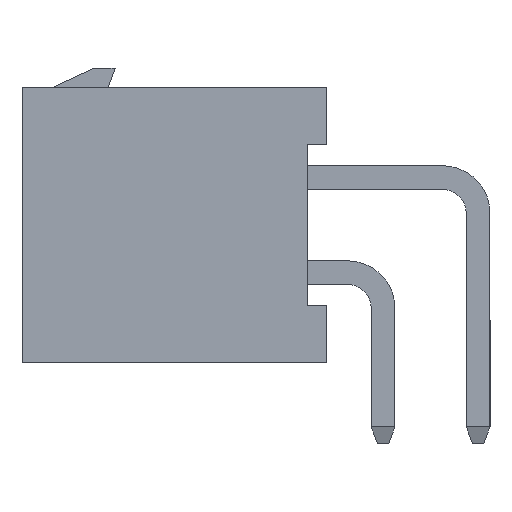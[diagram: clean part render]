
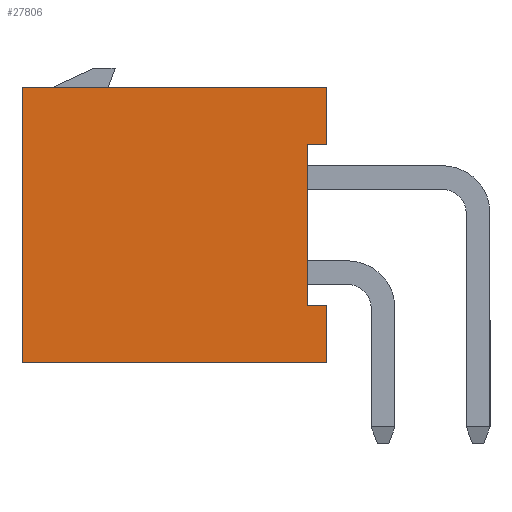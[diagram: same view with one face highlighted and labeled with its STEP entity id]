
A CAD part, left-side view. The second image highlights one B-rep face of the part: STEP entity #27806.
In plain terms, the highlighted planar face has unit normal (-1, 0, 0).
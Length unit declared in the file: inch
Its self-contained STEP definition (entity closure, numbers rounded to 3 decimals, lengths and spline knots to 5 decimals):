
#333 = AXIS2_PLACEMENT_3D ( 'NONE', #23104, #23088, #23087 ) ;
#1125 = FACE_OUTER_BOUND ( 'NONE', #15184, .T. ) ;
#4724 = LINE ( 'NONE', #20751, #4727 ) ;
#4727 = VECTOR ( 'NONE', #20749, 39.37008 ) ;
#4954 = LINE ( 'NONE', #29704, #4957 ) ;
#4957 = VECTOR ( 'NONE', #29702, 39.37008 ) ;
#6073 = CARTESIAN_POINT ( 'NONE',  ( -0.78, 0.3, -0.145 ) ) ;
#6181 = CARTESIAN_POINT ( 'NONE',  ( -0.78, 0.3, 0.145 ) ) ;
#6979 = ORIENTED_EDGE ( 'NONE', *, *, #8991, .T. ) ;
#7072 = VERTEX_POINT ( 'NONE', #24732 ) ;
#7464 = ORIENTED_EDGE ( 'NONE', *, *, #8853, .F. ) ;
#7512 = ORIENTED_EDGE ( 'NONE', *, *, #8866, .T. ) ;
#7568 = ORIENTED_EDGE ( 'NONE', *, *, #8927, .F. ) ;
#7586 = ORIENTED_EDGE ( 'NONE', *, *, #8889, .F. ) ;
#7619 = ORIENTED_EDGE ( 'NONE', *, *, #8529, .F. ) ;
#7638 = ORIENTED_EDGE ( 'NONE', *, *, #9468, .T. ) ;
#7646 = VERTEX_POINT ( 'NONE', #24576 ) ;
#7647 = VERTEX_POINT ( 'NONE', #24566 ) ;
#7795 = VERTEX_POINT ( 'NONE', #24510 ) ;
#7923 = ORIENTED_EDGE ( 'NONE', *, *, #8644, .F. ) ;
#8529 = EDGE_CURVE ( 'NONE', #7647, #7646, #4724, .T. ) ;
#8644 = EDGE_CURVE ( 'NONE', #20670, #7647, #4954, .T. ) ;
#8853 = EDGE_CURVE ( 'NONE', #20673, #20670, #13000, .T. ) ;
#8866 = EDGE_CURVE ( 'NONE', #14916, #14715, #13022, .T. ) ;
#8889 = EDGE_CURVE ( 'NONE', #7072, #7795, #13068, .T. ) ;
#8927 = EDGE_CURVE ( 'NONE', #7646, #14715, #13146, .T. ) ;
#8991 = EDGE_CURVE ( 'NONE', #7072, #14916, #13274, .T. ) ;
#9468 = EDGE_CURVE ( 'NONE', #20673, #7795, #25389, .T. ) ;
#13000 = LINE ( 'NONE', #19416, #13003 ) ;
#13003 = VECTOR ( 'NONE', #19402, 39.37008 ) ;
#13022 = LINE ( 'NONE', #19818, #13029 ) ;
#13029 = VECTOR ( 'NONE', #19805, 39.37008 ) ;
#13068 = LINE ( 'NONE', #19757, #13075 ) ;
#13075 = VECTOR ( 'NONE', #19750, 39.37008 ) ;
#13146 = LINE ( 'NONE', #19655, #13151 ) ;
#13151 = VECTOR ( 'NONE', #19648, 39.37008 ) ;
#13274 = LINE ( 'NONE', #19475, #13279 ) ;
#13279 = VECTOR ( 'NONE', #19464, 39.37008 ) ;
#14715 = VERTEX_POINT ( 'NONE', #30643 ) ;
#14916 = VERTEX_POINT ( 'NONE', #30573 ) ;
#15184 = EDGE_LOOP ( 'NONE', ( #7638, #7586, #6979, #7512, #7568, #7619, #7923, #7464 ) ) ;
#19402 = DIRECTION ( 'NONE',  ( 0., 0., 1. ) ) ;
#19416 = CARTESIAN_POINT ( 'NONE',  ( -0.78, 0.3, -0.145 ) ) ;
#19464 = DIRECTION ( 'NONE',  ( 0., 1., 0. ) ) ;
#19475 = CARTESIAN_POINT ( 'NONE',  ( -0.78, -0.02, -0.085 ) ) ;
#19648 = DIRECTION ( 'NONE',  ( 0., 1., 0. ) ) ;
#19655 = CARTESIAN_POINT ( 'NONE',  ( -0.78, -0.02, 0.085 ) ) ;
#19750 = DIRECTION ( 'NONE',  ( 0., 0., -1. ) ) ;
#19757 = CARTESIAN_POINT ( 'NONE',  ( -0.78, -0.02, -0.145 ) ) ;
#19805 = DIRECTION ( 'NONE',  ( 0., 0., 1. ) ) ;
#19818 = CARTESIAN_POINT ( 'NONE',  ( -0.78, 0., -0.145 ) ) ;
#20670 = VERTEX_POINT ( 'NONE', #6181 ) ;
#20673 = VERTEX_POINT ( 'NONE', #6073 ) ;
#20749 = DIRECTION ( 'NONE',  ( 0., 0., -1. ) ) ;
#20751 = CARTESIAN_POINT ( 'NONE',  ( -0.78, -0.02, 0.145 ) ) ;
#23087 = DIRECTION ( 'NONE',  ( 0., 0., -1. ) ) ;
#23088 = DIRECTION ( 'NONE',  ( 1., 0., 0. ) ) ;
#23089 = PLANE ( 'NONE',  #333 ) ;
#23104 = CARTESIAN_POINT ( 'NONE',  ( -0.78, 0.3, -0.145 ) ) ;
#24510 = CARTESIAN_POINT ( 'NONE',  ( -0.78, -0.02, -0.145 ) ) ;
#24566 = CARTESIAN_POINT ( 'NONE',  ( -0.78, -0.02, 0.145 ) ) ;
#24576 = CARTESIAN_POINT ( 'NONE',  ( -0.78, -0.02, 0.085 ) ) ;
#24732 = CARTESIAN_POINT ( 'NONE',  ( -0.78, -0.02, -0.085 ) ) ;
#25389 = LINE ( 'NONE', #27022, #25392 ) ;
#25392 = VECTOR ( 'NONE', #27021, 39.37008 ) ;
#27021 = DIRECTION ( 'NONE',  ( 0., -1., 0. ) ) ;
#27022 = CARTESIAN_POINT ( 'NONE',  ( -0.78, 0.3, -0.145 ) ) ;
#27806 = ADVANCED_FACE ( 'NONE', ( #1125 ), #23089, .F. ) ;
#29702 = DIRECTION ( 'NONE',  ( 0., -1., 0. ) ) ;
#29704 = CARTESIAN_POINT ( 'NONE',  ( -0.78, 0.3, 0.145 ) ) ;
#30573 = CARTESIAN_POINT ( 'NONE',  ( -0.78, 0., -0.085 ) ) ;
#30643 = CARTESIAN_POINT ( 'NONE',  ( -0.78, 0., 0.085 ) ) ;
